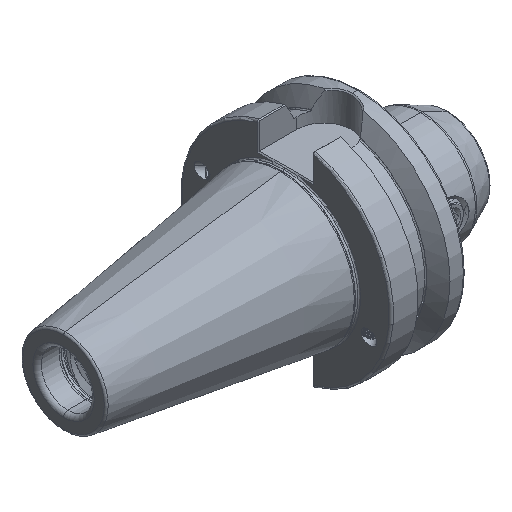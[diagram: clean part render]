
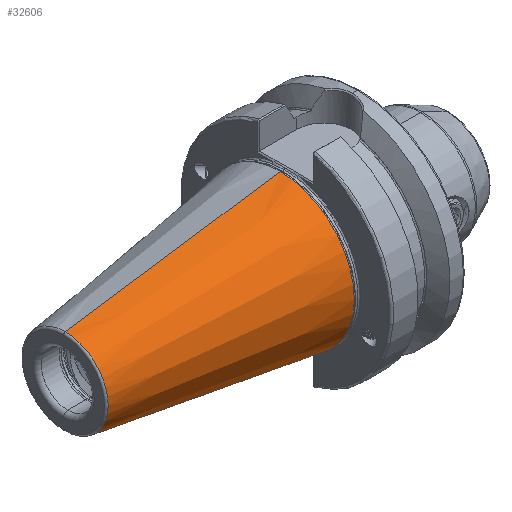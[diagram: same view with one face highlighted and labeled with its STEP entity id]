
A CAD part, isometric view. The second image highlights one B-rep face of the part: STEP entity #32606.
In plain terms, the highlighted conical face has half-angle 8.297 degrees and reference radius 34.998 mm.
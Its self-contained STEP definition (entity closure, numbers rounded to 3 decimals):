
#2944 = CARTESIAN_POINT ( 'NONE',  ( -2.5, 0., 34.998 ) ) ;
#3091 = CARTESIAN_POINT ( 'NONE',  ( -103.944, 0., 20.204 ) ) ;
#4167 = CARTESIAN_POINT ( 'NONE',  ( -2.5, 0., -34.998 ) ) ;
#4203 = CARTESIAN_POINT ( 'NONE',  ( -103.944, 0., -20.204 ) ) ;
#4474 = DIRECTION ( 'NONE',  ( 0.99, 0., 0.144 ) ) ;
#4499 = CARTESIAN_POINT ( 'NONE',  ( -2.5, 0., 34.998 ) ) ;
#4617 = DIRECTION ( 'NONE',  ( 0.99, 0., -0.144 ) ) ;
#4642 = CARTESIAN_POINT ( 'NONE',  ( -2.5, 0., -34.998 ) ) ;
#6446 = EDGE_CURVE ( 'NONE', #30071, #30025, #27342, .T. ) ;
#6468 = EDGE_CURVE ( 'NONE', #30153, #30061, #27323, .T. ) ;
#11040 = CARTESIAN_POINT ( 'NONE',  ( -2.5, 0., 0. ) ) ;
#11054 = DIRECTION ( 'NONE',  ( 0., 0., -1. ) ) ;
#11063 = DIRECTION ( 'NONE',  ( 1., 0., 0. ) ) ;
#12491 = CARTESIAN_POINT ( 'NONE',  ( -103.944, 0., 0. ) ) ;
#12498 = DIRECTION ( 'NONE',  ( 1., 0., 0. ) ) ;
#12514 = DIRECTION ( 'NONE',  ( 0., 0., -1. ) ) ;
#14971 = ORIENTED_EDGE ( 'NONE', *, *, #6468, .T. ) ;
#15006 = ORIENTED_EDGE ( 'NONE', *, *, #32106, .T. ) ;
#15013 = ORIENTED_EDGE ( 'NONE', *, *, #32090, .F. ) ;
#15022 = ORIENTED_EDGE ( 'NONE', *, *, #6446, .F. ) ;
#20223 = AXIS2_PLACEMENT_3D ( 'NONE', #11040, #11063, #11054 ) ;
#20546 = FACE_OUTER_BOUND ( 'NONE', #30372, .T. ) ;
#20573 = CONICAL_SURFACE ( 'NONE', #20223, 34.998, 0.145 ) ;
#22587 = CARTESIAN_POINT ( 'NONE',  ( -2.5, 0., 0. ) ) ;
#22593 = DIRECTION ( 'NONE',  ( 1., 0., 0. ) ) ;
#22613 = DIRECTION ( 'NONE',  ( 0., 0., -1. ) ) ;
#27323 = CIRCLE ( 'NONE', #31959, 20.204 ) ;
#27342 = CIRCLE ( 'NONE', #31952, 34.998 ) ;
#27537 = LINE ( 'NONE', #4642, #27541 ) ;
#27541 = VECTOR ( 'NONE', #4617, 1000. ) ;
#27550 = LINE ( 'NONE', #4499, #27582 ) ;
#27582 = VECTOR ( 'NONE', #4474, 1000. ) ;
#30025 = VERTEX_POINT ( 'NONE', #4167 ) ;
#30061 = VERTEX_POINT ( 'NONE', #4203 ) ;
#30071 = VERTEX_POINT ( 'NONE', #2944 ) ;
#30153 = VERTEX_POINT ( 'NONE', #3091 ) ;
#30372 = EDGE_LOOP ( 'NONE', ( #15013, #14971, #15006, #15022 ) ) ;
#31952 = AXIS2_PLACEMENT_3D ( 'NONE', #22587, #22593, #22613 ) ;
#31959 = AXIS2_PLACEMENT_3D ( 'NONE', #12491, #12498, #12514 ) ;
#32090 = EDGE_CURVE ( 'NONE', #30153, #30071, #27550, .T. ) ;
#32106 = EDGE_CURVE ( 'NONE', #30061, #30025, #27537, .T. ) ;
#32606 = ADVANCED_FACE ( 'NONE', ( #20546 ), #20573, .T. ) ;
